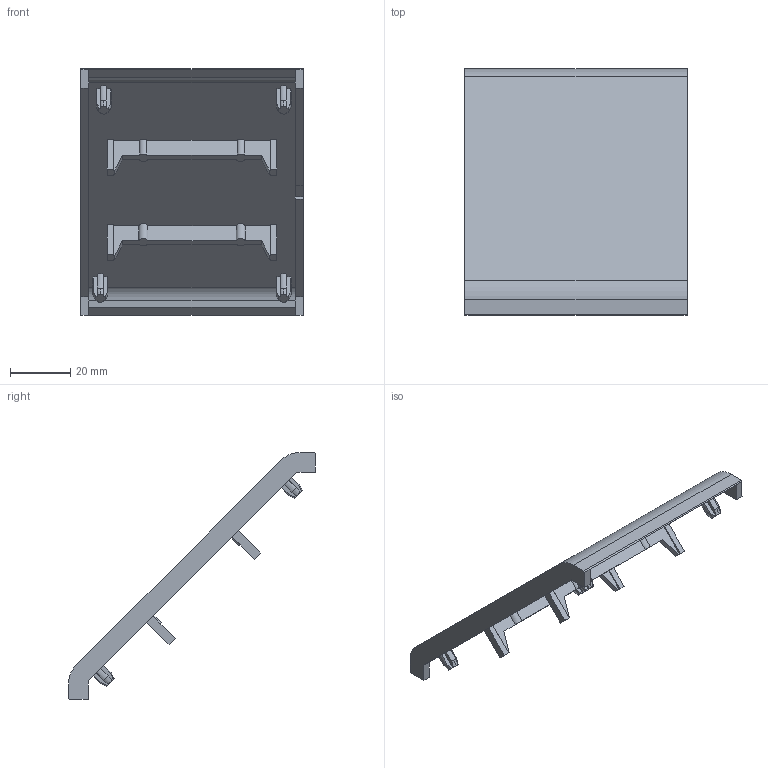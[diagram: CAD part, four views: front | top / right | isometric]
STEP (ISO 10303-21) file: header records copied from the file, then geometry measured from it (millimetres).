
FILE_DESCRIPTION (( 'STEP AP203' ), '1' );
FILE_NAME ('412548860_c_1.STEP', '2022-12-05T04:51:19', ( '' ), ( '' ), 'SwSTEP 2.0', 'SolidWorks 2014', '' );
FILE_SCHEMA (( 'CONFIG_CONTROL_DESIGN' ));
Length unit declared in the file: millimetre
Products named in the file (1): 412548860_c_1
Bounding box: 73.6 x 81.67 x 81.67 mm (x, y, z)
Volume: 29996.1 mm3; surface area: 22487 mm2
Topology: 1 solids, 1 shells, 162 faces, 458 edges, 304 vertices
Faces by surface type: plane 106, cylinder 36, cone 20
Entity records: 5335 total; most frequent: CARTESIAN_POINT 1021, ORIENTED_EDGE 916, DIRECTION 848, EDGE_CURVE 458, VECTOR 330, LINE 330, VERTEX_POINT 304, AXIS2_PLACEMENT_3D 259
